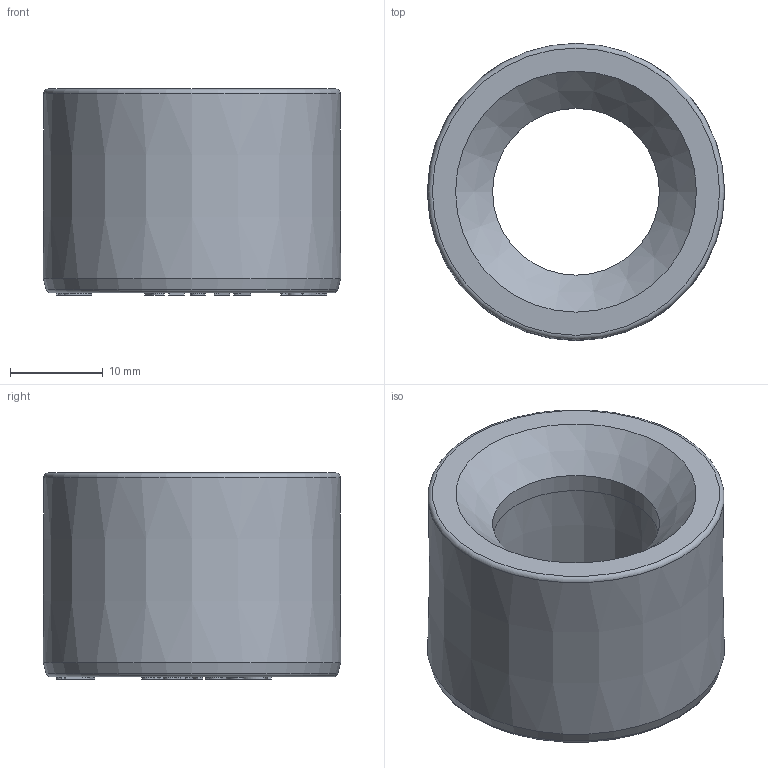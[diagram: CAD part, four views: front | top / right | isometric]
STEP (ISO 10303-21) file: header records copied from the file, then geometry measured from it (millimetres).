
FILE_DESCRIPTION(/* description */ (''),/* implementation_level */ '2;1');
FILE_NAME(/* name */ '短型异径管32x20.stp',/* time_stamp */ '2025-08-15T09:25:25+08:00',/* author */ (''),/* organization */ (''),/* preprocessor_version */ 'ST-DEVELOPER v16.7',/* originating_system */ 'SIEMENS PLM Software NX 12.0',/* authorisation */ '');
FILE_SCHEMA (('AUTOMOTIVE_DESIGN { 1 0 10303 214 3 1 1 1 }'));
Length unit declared in the file: millimetre
Products named in the file (1): Admi19CCCDF70dnm
Bounding box: 32.09 x 32.09 x 22.25 mm (x, y, z)
Volume: 10591.1 mm3; surface area: 4505.9 mm2
Topology: 1 solids, 1 shells, 536 faces, 1540 edges, 1026 vertices
Faces by surface type: plane 518, cylinder 7, cone 4, extrusion 4, torus 3
Full cylindrical faces by diameter (mm): 1.128 x1, 1.748 x1, 18 x1
Entity records: 19202 total; most frequent: CARTESIAN_POINT 7123, ORIENTED_EDGE 3054, DIRECTION 1628, EDGE_CURVE 1527, VERTEX_POINT 1023, B_SPLINE_CURVE_WITH_KNOTS 996, EDGE_LOOP 568, AXIS2_PLACEMENT_3D 556
